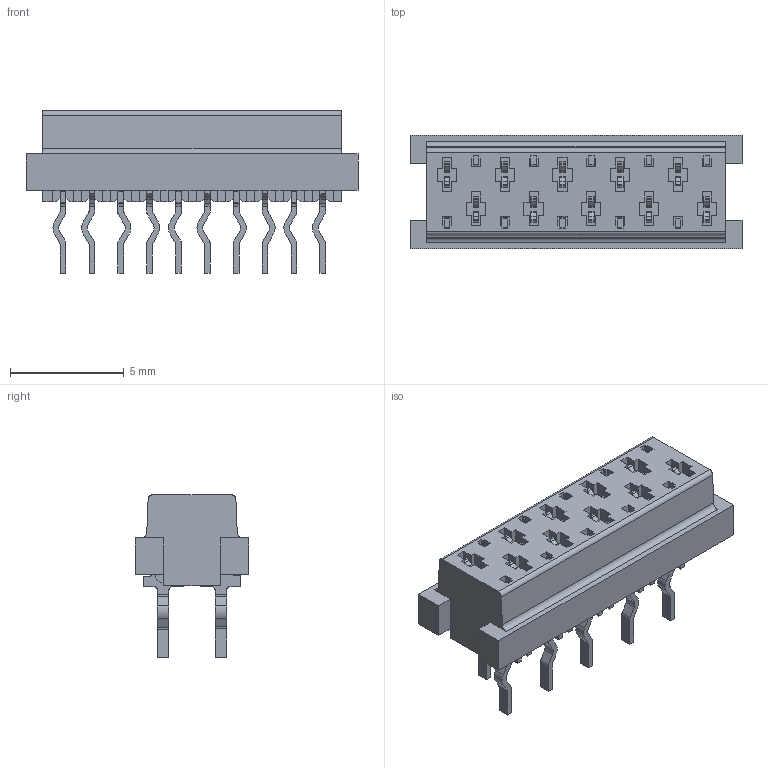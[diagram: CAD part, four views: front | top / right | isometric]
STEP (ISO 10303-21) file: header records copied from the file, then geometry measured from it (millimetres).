
FILE_DESCRIPTION((''),'2;1');
FILE_NAME('C-1-215079-0','2017-04-24T',('workeradm'),('Tyco Electronics Ltd.'),'CREO PARAMETRIC BY PTC INC, 2016050','CREO PARAMETRIC BY PTC INC, 2016050','');
FILE_SCHEMA(('AUTOMOTIVE_DESIGN { 1 0 10303 214 1 1 1 1 }'));
Length unit declared in the file: millimetre
Products named in the file (1): C-1-215079-0
Bounding box: 14.61 x 5 x 7.15 mm (x, y, z)
Volume: 215.9 mm3; surface area: 464.2 mm2
Topology: 3 solids, 3 shells, 913 faces, 2587 edges, 1716 vertices
Faces by surface type: plane 769, cylinder 144
Entity records: 29398 total; most frequent: CARTESIAN_POINT 5218, ORIENTED_EDGE 5174, DIRECTION 4701, EDGE_CURVE 2587, VECTOR 2299, LINE 2299, VERTEX_POINT 1716, AXIS2_PLACEMENT_3D 1201
